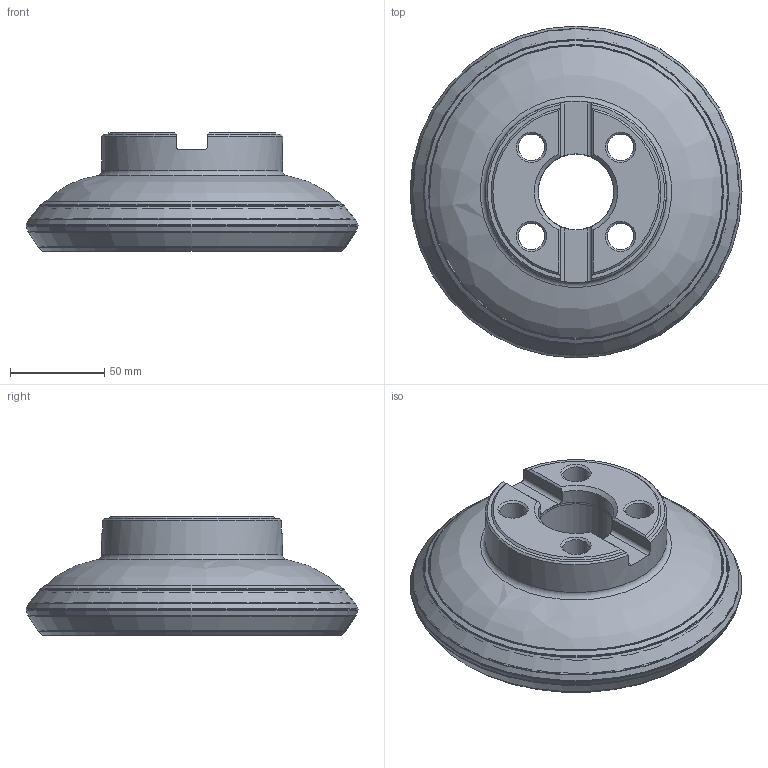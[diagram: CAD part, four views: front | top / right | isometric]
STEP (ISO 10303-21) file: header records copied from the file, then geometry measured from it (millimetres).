
FILE_DESCRIPTION(/* description */ (''),/* implementation_level */ '2;1');
FILE_NAME(/* name */ '160C08R_S57PN13_115009106ndi000_00_SIM.stp',/* time_stamp */ '2019-12-10T09:18:51+01:00',/* author */ (''),/* organization */ (''),/* preprocessor_version */ 'ST-DEVELOPER v16.7',/* originating_system */ 'SIEMENS PLM Software NX 12.0',/* authorisation */ '');
FILE_SCHEMA (('AUTOMOTIVE_DESIGN { 1 0 10303 214 3 1 1 1 }'));
Length unit declared in the file: millimetre
Products named in the file (1): pp072E2884F6a8mn
Bounding box: 175.78 x 175.78 x 63 mm (x, y, z)
Volume: 861724 mm3; surface area: 113268.2 mm2
Topology: 2 solids, 2 shells, 146 faces, 340 edges, 198 vertices
Faces by surface type: revolution 69, cylinder 24, plane 22, cone 20, torus 10, bspline 1
Full cylindrical faces by diameter (mm): 14 x4, 20 x4, 40.022 x1, 40.2 x1, 96 x1, 171.567 x1
Entity records: 4232 total; most frequent: CARTESIAN_POINT 1324, DIRECTION 559, ORIENTED_EDGE 456, EDGE_LOOP 256, EDGE_CURVE 228, AXIS2_PLACEMENT_3D 225, FACE_BOUND 218, VERTEX_POINT 184
